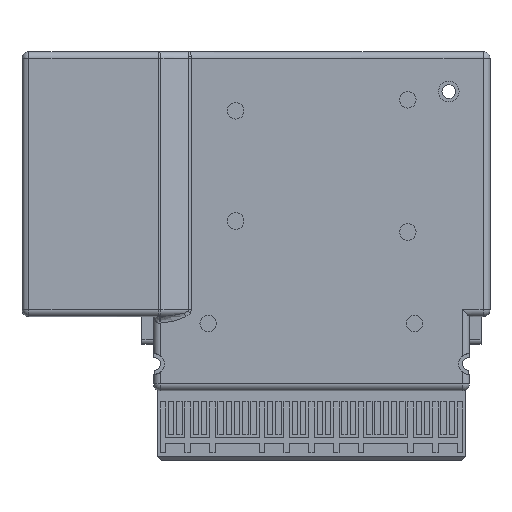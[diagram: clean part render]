
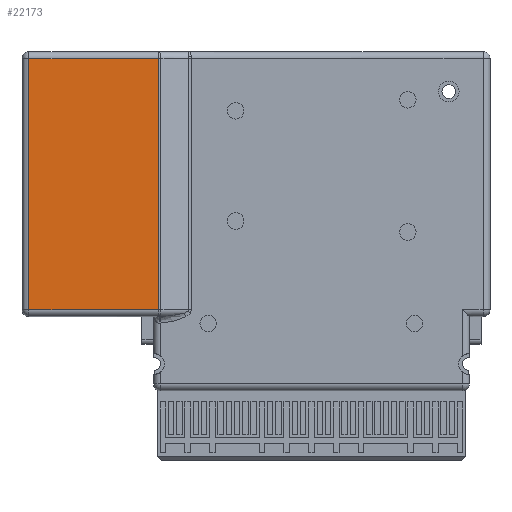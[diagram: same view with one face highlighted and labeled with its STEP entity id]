
A CAD part, front view. The second image highlights one B-rep face of the part: STEP entity #22173.
In plain terms, the highlighted planar face has unit normal (0, -1, 0).
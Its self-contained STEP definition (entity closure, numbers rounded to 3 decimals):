
#4688=DIRECTION('',(0.,0.,-1.));
#4689=VECTOR('',#4688,18.25);
#4690=CARTESIAN_POINT('',(-11.108,-5.9,24.15));
#4691=LINE('',#4690,#4689);
#4692=DIRECTION('',(-1.,0.,0.));
#4693=VECTOR('',#4692,9.422);
#4694=CARTESIAN_POINT('',(-11.108,-5.9,5.9));
#4695=LINE('',#4694,#4693);
#4696=DIRECTION('',(0.,0.,1.));
#4697=VECTOR('',#4696,18.25);
#4698=CARTESIAN_POINT('',(-20.53,-5.9,5.9));
#4699=LINE('',#4698,#4697);
#4700=DIRECTION('',(1.,0.,0.));
#4701=VECTOR('',#4700,9.422);
#4702=CARTESIAN_POINT('',(-20.53,-5.9,24.15));
#4703=LINE('',#4702,#4701);
#11839=CARTESIAN_POINT('',(-20.53,-5.9,5.9));
#11840=CARTESIAN_POINT('',(-20.53,-5.9,24.15));
#11841=VERTEX_POINT('',#11839);
#11842=VERTEX_POINT('',#11840);
#11867=CARTESIAN_POINT('',(-11.108,-5.9,24.15));
#11868=VERTEX_POINT('',#11867);
#11871=CARTESIAN_POINT('',(-11.108,-5.9,5.9));
#11872=VERTEX_POINT('',#11871);
#22161=CARTESIAN_POINT('',(-21.03,-5.9,24.65));
#22162=DIRECTION('',(0.,-1.,0.));
#22163=DIRECTION('',(1.,0.,0.));
#22164=AXIS2_PLACEMENT_3D('',#22161,#22162,#22163);
#22165=PLANE('',#22164);
#22166=ORIENTED_EDGE('',*,*,#22155,.T.);
#22167=ORIENTED_EDGE('',*,*,#21765,.T.);
#22169=ORIENTED_EDGE('',*,*,#22168,.T.);
#22170=ORIENTED_EDGE('',*,*,#22129,.T.);
#22171=EDGE_LOOP('',(#22166,#22167,#22169,#22170));
#22172=FACE_OUTER_BOUND('',#22171,.F.);
#22173=ADVANCED_FACE('',(#22172),#22165,.T.);
#21765=EDGE_CURVE('',#11872,#11841,#4695,.T.);
#22129=EDGE_CURVE('',#11842,#11868,#4703,.T.);
#22155=EDGE_CURVE('',#11868,#11872,#4691,.T.);
#22168=EDGE_CURVE('',#11841,#11842,#4699,.T.);
